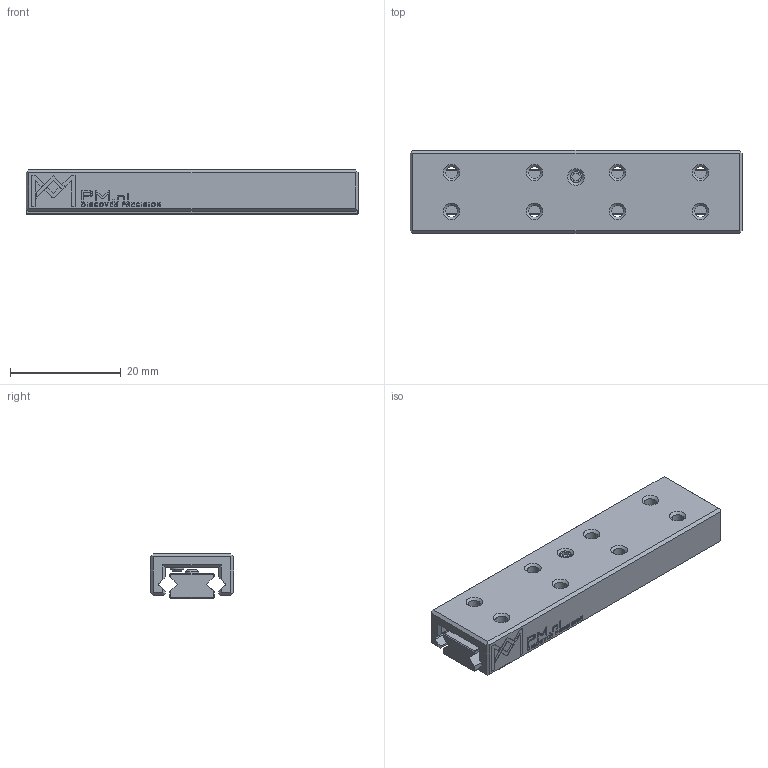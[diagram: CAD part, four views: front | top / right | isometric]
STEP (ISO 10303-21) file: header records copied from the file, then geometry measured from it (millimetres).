
FILE_DESCRIPTION(/* description */ (''),/* implementation_level */ '2;1');
FILE_NAME(/* name */ 'PMM 2-60.stp',/* time_stamp */ '2024-10-18T11:16:09+02:00',/* author */ (''),/* organization */ (''),/* preprocessor_version */ 'ST-DEVELOPER v16.7',/* originating_system */ 'SIEMENS PLM Software NX 12.0',/* authorisation */ '');
FILE_SCHEMA (('AUTOMOTIVE_DESIGN { 1 0 10303 214 3 1 1 1 }'));
Length unit declared in the file: millimetre
Products named in the file (1): 008295_A_3-Slide PMM 2-60 Assy_stp
Bounding box: 60 x 15 x 8 mm (x, y, z)
Volume: 5384.1 mm3; surface area: 5363 mm2
Topology: 4 solids, 4 shells, 724 faces, 1924 edges, 1268 vertices
Faces by surface type: plane 494, bspline 180, cone 32, cylinder 18
Full cylindrical faces by diameter (mm): 2.135 x14, 2.5 x2
Entity records: 26897 total; most frequent: CARTESIAN_POINT 6321, ORIENTED_EDGE 3720, DIRECTION 2666, EDGE_CURVE 1860, LINE 1424, VECTOR 1424, VERTEX_POINT 1252, EDGE_LOOP 860
